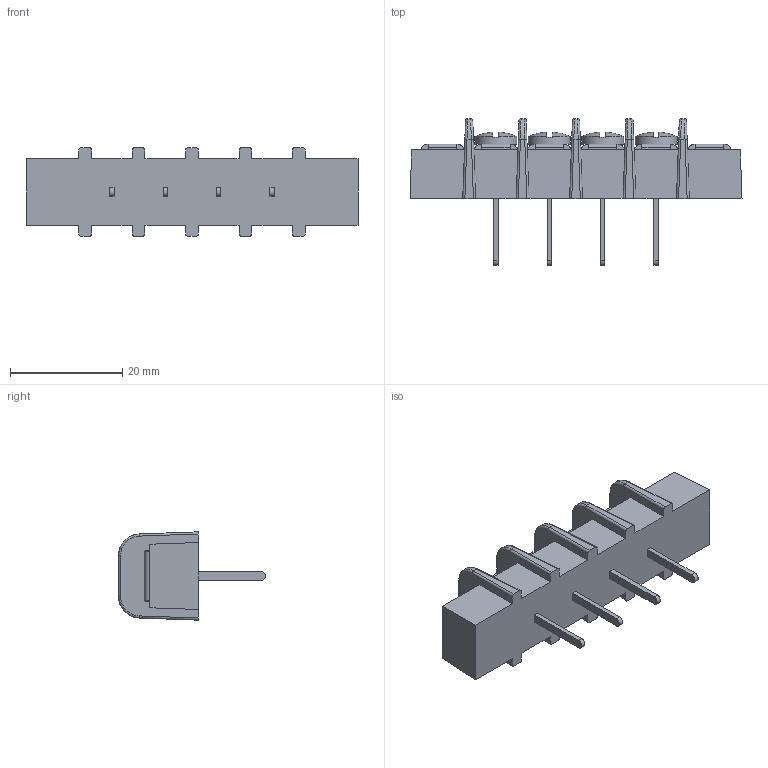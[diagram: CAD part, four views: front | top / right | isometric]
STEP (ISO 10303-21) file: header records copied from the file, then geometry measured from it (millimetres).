
FILE_DESCRIPTION((''),'2;1');
FILE_NAME('387112204','2014-12-29T',('me'),(''),'PRO/ENGINEER BY PARAMETRIC TECHNOLOGY CORPORATION, 2011490','PRO/ENGINEER BY PARAMETRIC TECHNOLOGY CORPORATION, 2011490','');
FILE_SCHEMA(('CONFIG_CONTROL_DESIGN'));
Length unit declared in the file: inch
Products named in the file (1): 387112204
Bounding box: 59.18 x 26.16 x 15.75 mm (x, y, z)
Volume: 7527.9 mm3; surface area: 4354.5 mm2
Topology: 1 solids, 1 shells, 286 faces, 750 edges, 484 vertices
Faces by surface type: plane 178, cylinder 80, bspline 28
Entity records: 10163 total; most frequent: CARTESIAN_POINT 3197, ORIENTED_EDGE 1472, DIRECTION 1384, EDGE_CURVE 736, VECTOR 498, LINE 498, VERTEX_POINT 464, AXIS2_PLACEMENT_3D 443
